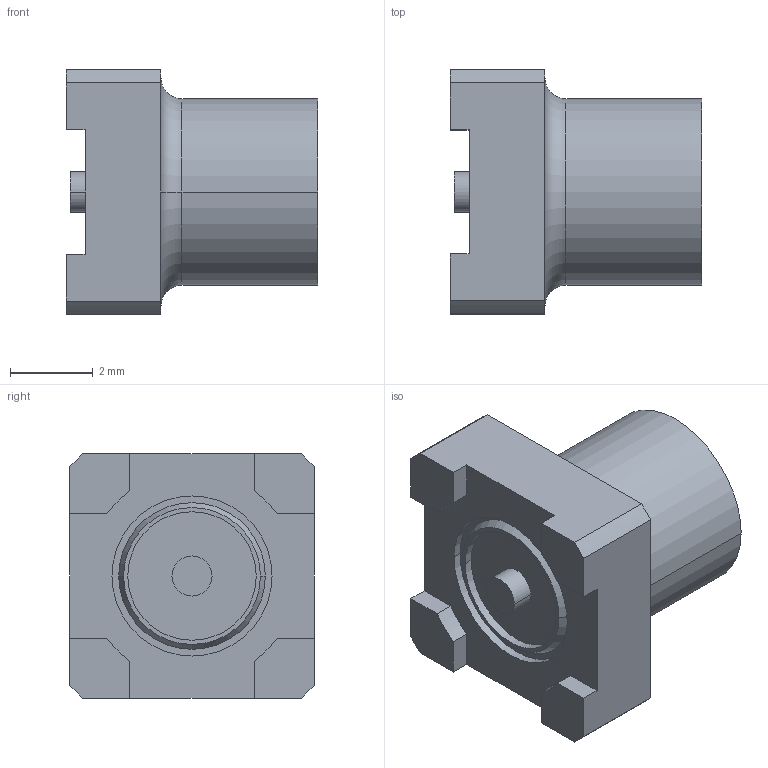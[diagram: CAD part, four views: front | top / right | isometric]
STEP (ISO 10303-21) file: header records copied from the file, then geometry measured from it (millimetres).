
FILE_DESCRIPTION((''),'2;1');
FILE_NAME('919-118J-51PT_SW0001','2019-11-28T',('Viji'),(''),'CREO PARAMETRIC BY PTC INC, 2018360','CREO PARAMETRIC BY PTC INC, 2018360','');
FILE_SCHEMA(('CONFIG_CONTROL_DESIGN'));
Length unit declared in the file: inch
Products named in the file (1): 919-118J-51PT_SW0001
Bounding box: 6.07 x 5.89 x 5.89 mm (x, y, z)
Volume: 99.7 mm3; surface area: 228.2 mm2
Topology: 1 solids, 1 shells, 74 faces, 184 edges, 119 vertices
Faces by surface type: plane 34, cylinder 28, cone 10, torus 2
Entity records: 2252 total; most frequent: DIRECTION 400, CARTESIAN_POINT 391, ORIENTED_EDGE 364, EDGE_CURVE 182, AXIS2_PLACEMENT_3D 148, VERTEX_POINT 119, VECTOR 104, LINE 104
